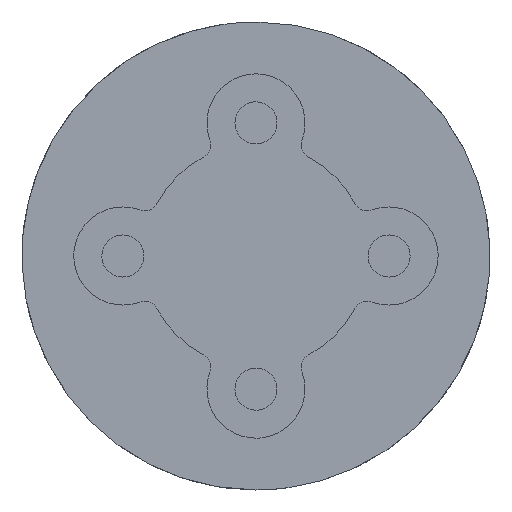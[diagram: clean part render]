
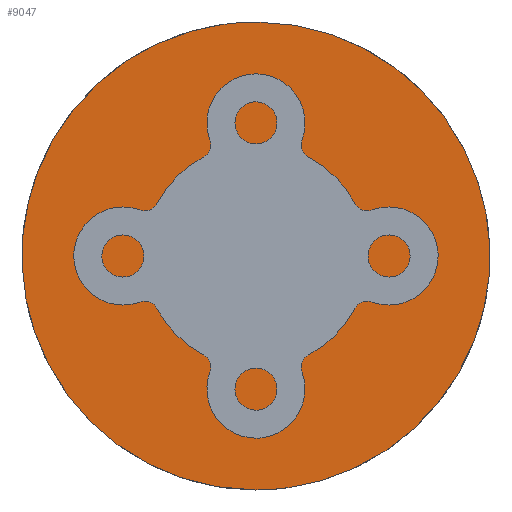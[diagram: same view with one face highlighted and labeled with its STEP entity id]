
A CAD part, front view. The second image highlights one B-rep face of the part: STEP entity #9047.
In plain terms, the highlighted free-form (B-spline) face has degree [1, 1] with [2, 2] control points.
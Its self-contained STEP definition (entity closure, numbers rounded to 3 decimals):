
#2516 = VERTEX_POINT('',#2517);
#2517 = CARTESIAN_POINT('',(0.,0.,19.793));
#2522 = EDGE_CURVE('',#2516,#2523,#2525,.T.);
#2523 = VERTEX_POINT('',#2524);
#2524 = CARTESIAN_POINT('',(0.,0.,-19.793));
#2525 = ( BOUNDED_CURVE() B_SPLINE_CURVE(2,(#2526,#2527,#2528,#2529,
#2530),.UNSPECIFIED.,.F.,.F.) B_SPLINE_CURVE_WITH_KNOTS((3,2,3),(0.,
1.571,3.142),.PIECEWISE_BEZIER_KNOTS.) CURVE() 
GEOMETRIC_REPRESENTATION_ITEM() RATIONAL_B_SPLINE_CURVE((1.,
0.707,1.,0.707,1.)) REPRESENTATION_ITEM('') );
#2526 = CARTESIAN_POINT('',(0.,0.,19.793));
#2527 = CARTESIAN_POINT('',(19.793,0.,19.793));
#2528 = CARTESIAN_POINT('',(19.793,0.,0.));
#2529 = CARTESIAN_POINT('',(19.793,0.,-19.793));
#2530 = CARTESIAN_POINT('',(0.,0.,-19.793));
#8795 = EDGE_CURVE('',#8796,#8798,#8800,.T.);
#8796 = VERTEX_POINT('',#8797);
#8797 = CARTESIAN_POINT('',(0.,0.,7.111));
#8798 = VERTEX_POINT('',#8799);
#8799 = CARTESIAN_POINT('',(0.,0.,-7.111));
#8800 = B_SPLINE_CURVE_WITH_KNOTS('',3,(#8801,#8802,#8803,#8804,#8805,
    #8806,#8807,#8808,#8809,#8810,#8811,#8812,#8813,#8814,#8815,#8816,
    #8817,#8818,#8819,#8820,#8821,#8822),.UNSPECIFIED.,.F.,.F.,(4,1,1,1,
    1,1,1,1,1,1,1,1,1,1,1,1,1,1,1,4),(0.,0.001,
    0.001,0.002,0.002,
    0.003,0.004,0.005,
    0.006,0.007,0.009,
    0.012,0.014,0.015,
    0.016,0.017,0.018,
    0.018,0.019,0.019),
  .UNSPECIFIED.);
#8801 = CARTESIAN_POINT('',(0.,0.,7.111));
#8802 = CARTESIAN_POINT('',(-0.233,0.,
    7.111));
#8803 = CARTESIAN_POINT('',(-0.698,0.,
    7.088));
#8804 = CARTESIAN_POINT('',(-1.39,0.,
    6.985));
#8805 = CARTESIAN_POINT('',(-2.068,0.,
    6.816));
#8806 = CARTESIAN_POINT('',(-2.726,0.,
    6.581));
#8807 = CARTESIAN_POINT('',(-3.357,0.,
    6.282));
#8808 = CARTESIAN_POINT('',(-4.157,0.,
    5.802));
#8809 = CARTESIAN_POINT('',(-5.061,0.,
    5.061));
#8810 = CARTESIAN_POINT('',(-5.95,0.,
    3.976));
#8811 = CARTESIAN_POINT('',(-6.834,0.,
    2.327));
#8812 = CARTESIAN_POINT('',(-7.297,0.,
    0.));
#8813 = CARTESIAN_POINT('',(-6.741,0.,
    -2.792));
#8814 = CARTESIAN_POINT('',(-5.423,0.,
    -4.765));
#8815 = CARTESIAN_POINT('',(-3.976,0.,
    -5.95));
#8816 = CARTESIAN_POINT('',(-2.945,0.,
    -6.503));
#8817 = CARTESIAN_POINT('',(-2.068,0.,
    -6.816));
#8818 = CARTESIAN_POINT('',(-1.39,0.,
    -6.985));
#8819 = CARTESIAN_POINT('',(-0.813,0.,
    -7.071));
#8820 = CARTESIAN_POINT('',(-0.349,0.,
    -7.105));
#8821 = CARTESIAN_POINT('',(-0.116,0.,
    -7.111));
#8822 = CARTESIAN_POINT('',(0.,0.,-7.111));
#8931 = EDGE_CURVE('',#8798,#8796,#8932,.T.);
#8932 = B_SPLINE_CURVE_WITH_KNOTS('',3,(#8933,#8934,#8935,#8936,#8937,
    #8938,#8939,#8940,#8941,#8942,#8943,#8944,#8945,#8946,#8947,#8948,
    #8949,#8950,#8951,#8952,#8953,#8954),.UNSPECIFIED.,.F.,.F.,(4,1,1,1,
    1,1,1,1,1,1,1,1,1,1,1,1,1,1,1,4),(0.,0.,
    0.001,0.001,0.002,
    0.002,0.004,0.005,
    0.006,0.007,0.009,
    0.012,0.014,0.015,
    0.016,0.017,0.018,
    0.018,0.019,0.019),
  .UNSPECIFIED.);
#8933 = CARTESIAN_POINT('',(0.,0.,-7.111));
#8934 = CARTESIAN_POINT('',(0.116,0.,
    -7.111));
#8935 = CARTESIAN_POINT('',(0.349,0.,
    -7.105));
#8936 = CARTESIAN_POINT('',(0.813,0.,
    -7.071));
#8937 = CARTESIAN_POINT('',(1.39,0.,
    -6.985));
#8938 = CARTESIAN_POINT('',(2.068,0.,
    -6.816));
#8939 = CARTESIAN_POINT('',(2.945,0.,
    -6.503));
#8940 = CARTESIAN_POINT('',(3.976,0.,
    -5.95));
#8941 = CARTESIAN_POINT('',(5.061,0.,
    -5.061));
#8942 = CARTESIAN_POINT('',(5.95,0.,
    -3.976));
#8943 = CARTESIAN_POINT('',(6.834,0.,
    -2.327));
#8944 = CARTESIAN_POINT('',(7.297,0.,
    0.));
#8945 = CARTESIAN_POINT('',(6.741,0.,
    2.792));
#8946 = CARTESIAN_POINT('',(5.423,0.,
    4.765));
#8947 = CARTESIAN_POINT('',(3.976,0.,
    5.95));
#8948 = CARTESIAN_POINT('',(2.945,0.,
    6.503));
#8949 = CARTESIAN_POINT('',(2.068,0.,
    6.816));
#8950 = CARTESIAN_POINT('',(1.39,0.,
    6.985));
#8951 = CARTESIAN_POINT('',(0.813,0.,
    7.071));
#8952 = CARTESIAN_POINT('',(0.349,0.,
    7.105));
#8953 = CARTESIAN_POINT('',(0.116,0.,
    7.111));
#8954 = CARTESIAN_POINT('',(0.,0.,7.111));
#9047 = ADVANCED_FACE('',(#9048,#9052),#9063,.F.);
#9048 = FACE_BOUND('',#9049,.T.);
#9049 = EDGE_LOOP('',(#9050,#9051));
#9050 = ORIENTED_EDGE('',*,*,#8931,.F.);
#9051 = ORIENTED_EDGE('',*,*,#8795,.F.);
#9052 = FACE_BOUND('',#9053,.T.);
#9053 = EDGE_LOOP('',(#9054,#9062));
#9054 = ORIENTED_EDGE('',*,*,#9055,.F.);
#9055 = EDGE_CURVE('',#2523,#2516,#9056,.T.);
#9056 = ( BOUNDED_CURVE() B_SPLINE_CURVE(2,(#9057,#9058,#9059,#9060,
#9061),.UNSPECIFIED.,.F.,.F.) B_SPLINE_CURVE_WITH_KNOTS((3,2,3),(
    3.142,4.712,6.283),
.PIECEWISE_BEZIER_KNOTS.) CURVE() GEOMETRIC_REPRESENTATION_ITEM() 
RATIONAL_B_SPLINE_CURVE((1.,0.707,1.,0.707,1.)) 
REPRESENTATION_ITEM('') );
#9057 = CARTESIAN_POINT('',(0.,0.,-19.793));
#9058 = CARTESIAN_POINT('',(-19.793,0.,-19.793));
#9059 = CARTESIAN_POINT('',(-19.793,0.,0.));
#9060 = CARTESIAN_POINT('',(-19.793,0.,19.793));
#9061 = CARTESIAN_POINT('',(0.,0.,19.793));
#9062 = ORIENTED_EDGE('',*,*,#2522,.F.);
#9063 = B_SPLINE_SURFACE_WITH_KNOTS('',1,1,(
    (#9064,#9065)
    ,(#9066,#9067
    )),.UNSPECIFIED.,.F.,.F.,.F.,(2,2),(2,2),(-16.7,16.7),(-16.7,16.7),
  .PIECEWISE_BEZIER_KNOTS.);
#9064 = CARTESIAN_POINT('',(-19.793,0.,-19.793));
#9065 = CARTESIAN_POINT('',(19.793,0.,-19.793));
#9066 = CARTESIAN_POINT('',(-19.793,0.,19.793));
#9067 = CARTESIAN_POINT('',(19.793,0.,19.793));
